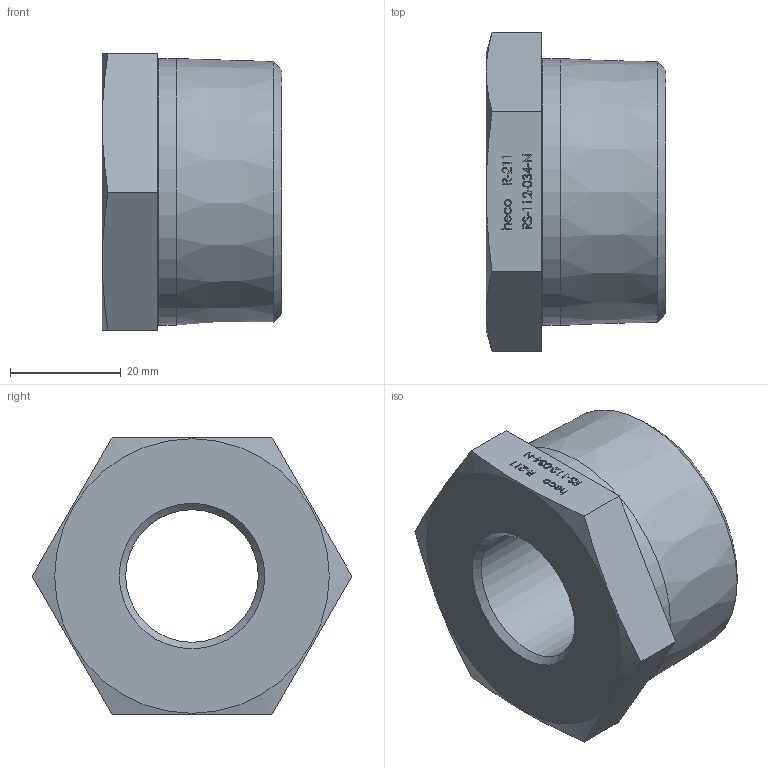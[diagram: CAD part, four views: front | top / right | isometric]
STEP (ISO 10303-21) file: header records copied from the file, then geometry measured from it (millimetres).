
FILE_DESCRIPTION (( 'STEP AP214' ), '1' );
FILE_NAME ('RS-112-034-N R-211 Reduzierstück 2011.STEP', '2020-11-09T12:41:20', ( '' ), ( '' ), 'SwSTEP 2.0', 'SolidWorks 2019', '' );
FILE_SCHEMA (( 'AUTOMOTIVE_DESIGN' ));
Length unit declared in the file: millimetre
Products named in the file (1): RS-112-034-N R-211 Reduzierstück 2011
Bounding box: 32.5 x 57.73 x 50.01 mm (x, y, z)
Volume: 46850.2 mm3; surface area: 10581.1 mm2
Topology: 1 solids, 1 shells, 254 faces, 668 edges, 444 vertices
Faces by surface type: plane 151, bspline 95, cone 5, cylinder 2, torus 1
Full cylindrical faces by diameter (mm): 23.955 x1, 48.203 x1
Entity records: 15315 total; most frequent: CARTESIAN_POINT 7156, ORIENTED_EDGE 1316, DIRECTION 792, EDGE_CURVE 658, VECTOR 452, LINE 452, VERTEX_POINT 442, EDGE_LOOP 292
